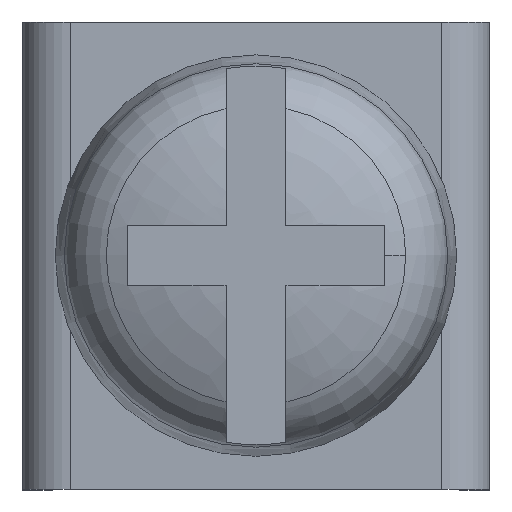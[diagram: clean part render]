
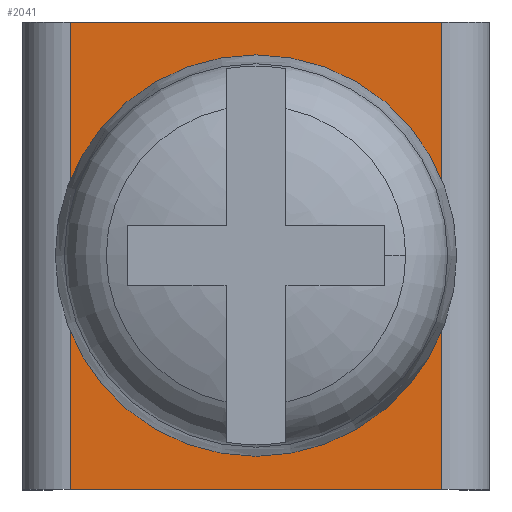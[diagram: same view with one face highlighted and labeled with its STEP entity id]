
A CAD part, top view. The second image highlights one B-rep face of the part: STEP entity #2041.
In plain terms, the highlighted planar face has unit normal (0, 0, 1).
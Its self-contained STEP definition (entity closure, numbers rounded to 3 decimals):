
#2041 = ADVANCED_FACE('',(#2042,#2077),#2055,.T.);
#2042 = FACE_BOUND('',#2043,.T.);
#2043 = EDGE_LOOP('',(#2044));
#2044 = ORIENTED_EDGE('',*,*,#2045,.F.);
#2045 = EDGE_CURVE('',#2046,#2046,#2048,.T.);
#2046 = VERTEX_POINT('',#2047);
#2047 = CARTESIAN_POINT('',(-1.65,0.,6.4));
#2048 = SURFACE_CURVE('',#2049,(#2054,#2066),.PCURVE_S1.);
#2049 = CIRCLE('',#2050,1.65);
#2050 = AXIS2_PLACEMENT_3D('',#2051,#2052,#2053);
#2051 = CARTESIAN_POINT('',(0.,0.,6.4));
#2052 = DIRECTION('',(0.,0.,1.));
#2053 = DIRECTION('',(-1.,0.,0.));
#2054 = PCURVE('',#2055,#2060);
#2055 = PLANE('',#2056);
#2056 = AXIS2_PLACEMENT_3D('',#2057,#2058,#2059);
#2057 = CARTESIAN_POINT('',(-3.1,3.9,6.4));
#2058 = DIRECTION('',(0.,0.,1.));
#2059 = DIRECTION('',(1.,0.,0.));
#2060 = DEFINITIONAL_REPRESENTATION('',(#2061),#2065);
#2061 = CIRCLE('',#2062,1.65);
#2062 = AXIS2_PLACEMENT_2D('',#2063,#2064);
#2063 = CARTESIAN_POINT('',(3.1,-3.9));
#2064 = DIRECTION('',(-1.,0.));
#2065 = ( GEOMETRIC_REPRESENTATION_CONTEXT(2) 
PARAMETRIC_REPRESENTATION_CONTEXT() REPRESENTATION_CONTEXT('2D SPACE',''
  ) );
#2066 = PCURVE('',#2067,#2072);
#2067 = TOROIDAL_SURFACE('',#2068,1.65,0.25);
#2068 = AXIS2_PLACEMENT_3D('',#2069,#2070,#2071);
#2069 = CARTESIAN_POINT('',(0.,0.,6.15));
#2070 = DIRECTION('',(0.,0.,1.));
#2071 = DIRECTION('',(-1.,0.,0.));
#2072 = DEFINITIONAL_REPRESENTATION('',(#2073),#2076);
#2073 = B_SPLINE_CURVE_WITH_KNOTS('',1,(#2074,#2075),.UNSPECIFIED.,.F.,
  .F.,(2,2),(0.,6.283),.PIECEWISE_BEZIER_KNOTS.);
#2074 = CARTESIAN_POINT('',(0.,1.571));
#2075 = CARTESIAN_POINT('',(6.283,1.571));
#2076 = ( GEOMETRIC_REPRESENTATION_CONTEXT(2) 
PARAMETRIC_REPRESENTATION_CONTEXT() REPRESENTATION_CONTEXT('2D SPACE',''
  ) );
#2077 = FACE_BOUND('',#2078,.T.);
#2078 = EDGE_LOOP('',(#2079,#2108,#2136,#2163));
#2079 = ORIENTED_EDGE('',*,*,#2080,.T.);
#2080 = EDGE_CURVE('',#2081,#2083,#2085,.T.);
#2081 = VERTEX_POINT('',#2082);
#2082 = CARTESIAN_POINT('',(-3.1,3.9,6.4));
#2083 = VERTEX_POINT('',#2084);
#2084 = CARTESIAN_POINT('',(-3.1,-3.9,6.4));
#2085 = SURFACE_CURVE('',#2086,(#2090,#2097),.PCURVE_S1.);
#2086 = LINE('',#2087,#2088);
#2087 = CARTESIAN_POINT('',(-3.1,3.9,6.4));
#2088 = VECTOR('',#2089,1.);
#2089 = DIRECTION('',(0.,-1.,0.));
#2090 = PCURVE('',#2055,#2091);
#2091 = DEFINITIONAL_REPRESENTATION('',(#2092),#2096);
#2092 = LINE('',#2093,#2094);
#2093 = CARTESIAN_POINT('',(0.,0.));
#2094 = VECTOR('',#2095,1.);
#2095 = DIRECTION('',(0.,-1.));
#2096 = ( GEOMETRIC_REPRESENTATION_CONTEXT(2) 
PARAMETRIC_REPRESENTATION_CONTEXT() REPRESENTATION_CONTEXT('2D SPACE',''
  ) );
#2097 = PCURVE('',#2098,#2103);
#2098 = CYLINDRICAL_SURFACE('',#2099,0.8);
#2099 = AXIS2_PLACEMENT_3D('',#2100,#2101,#2102);
#2100 = CARTESIAN_POINT('',(-3.1,3.9,5.6));
#2101 = DIRECTION('',(0.,1.,0.));
#2102 = DIRECTION('',(1.,0.,0.));
#2103 = DEFINITIONAL_REPRESENTATION('',(#2104),#2107);
#2104 = B_SPLINE_CURVE_WITH_KNOTS('',1,(#2105,#2106),.UNSPECIFIED.,.F.,
  .F.,(2,2),(0.,7.8),.PIECEWISE_BEZIER_KNOTS.);
#2105 = CARTESIAN_POINT('',(-1.571,0.));
#2106 = CARTESIAN_POINT('',(-1.571,-7.8));
#2107 = ( GEOMETRIC_REPRESENTATION_CONTEXT(2) 
PARAMETRIC_REPRESENTATION_CONTEXT() REPRESENTATION_CONTEXT('2D SPACE',''
  ) );
#2108 = ORIENTED_EDGE('',*,*,#2109,.T.);
#2109 = EDGE_CURVE('',#2083,#2110,#2112,.T.);
#2110 = VERTEX_POINT('',#2111);
#2111 = CARTESIAN_POINT('',(3.1,-3.9,6.4));
#2112 = SURFACE_CURVE('',#2113,(#2117,#2124),.PCURVE_S1.);
#2113 = LINE('',#2114,#2115);
#2114 = CARTESIAN_POINT('',(-3.1,-3.9,6.4));
#2115 = VECTOR('',#2116,1.);
#2116 = DIRECTION('',(1.,0.,0.));
#2117 = PCURVE('',#2055,#2118);
#2118 = DEFINITIONAL_REPRESENTATION('',(#2119),#2123);
#2119 = LINE('',#2120,#2121);
#2120 = CARTESIAN_POINT('',(0.,-7.8));
#2121 = VECTOR('',#2122,1.);
#2122 = DIRECTION('',(1.,0.));
#2123 = ( GEOMETRIC_REPRESENTATION_CONTEXT(2) 
PARAMETRIC_REPRESENTATION_CONTEXT() REPRESENTATION_CONTEXT('2D SPACE',''
  ) );
#2124 = PCURVE('',#2125,#2130);
#2125 = PLANE('',#2126);
#2126 = AXIS2_PLACEMENT_3D('',#2127,#2128,#2129);
#2127 = CARTESIAN_POINT('',(0.,-3.9,1.812));
#2128 = DIRECTION('',(0.,1.,0.));
#2129 = DIRECTION('',(0.,0.,1.));
#2130 = DEFINITIONAL_REPRESENTATION('',(#2131),#2135);
#2131 = LINE('',#2132,#2133);
#2132 = CARTESIAN_POINT('',(4.588,-3.1));
#2133 = VECTOR('',#2134,1.);
#2134 = DIRECTION('',(0.,1.));
#2135 = ( GEOMETRIC_REPRESENTATION_CONTEXT(2) 
PARAMETRIC_REPRESENTATION_CONTEXT() REPRESENTATION_CONTEXT('2D SPACE',''
  ) );
#2136 = ORIENTED_EDGE('',*,*,#2137,.F.);
#2137 = EDGE_CURVE('',#2138,#2110,#2140,.T.);
#2138 = VERTEX_POINT('',#2139);
#2139 = CARTESIAN_POINT('',(3.1,3.9,6.4));
#2140 = SURFACE_CURVE('',#2141,(#2145,#2152),.PCURVE_S1.);
#2141 = LINE('',#2142,#2143);
#2142 = CARTESIAN_POINT('',(3.1,3.9,6.4));
#2143 = VECTOR('',#2144,1.);
#2144 = DIRECTION('',(0.,-1.,0.));
#2145 = PCURVE('',#2055,#2146);
#2146 = DEFINITIONAL_REPRESENTATION('',(#2147),#2151);
#2147 = LINE('',#2148,#2149);
#2148 = CARTESIAN_POINT('',(6.2,0.));
#2149 = VECTOR('',#2150,1.);
#2150 = DIRECTION('',(0.,-1.));
#2151 = ( GEOMETRIC_REPRESENTATION_CONTEXT(2) 
PARAMETRIC_REPRESENTATION_CONTEXT() REPRESENTATION_CONTEXT('2D SPACE',''
  ) );
#2152 = PCURVE('',#2153,#2158);
#2153 = CYLINDRICAL_SURFACE('',#2154,0.8);
#2154 = AXIS2_PLACEMENT_3D('',#2155,#2156,#2157);
#2155 = CARTESIAN_POINT('',(3.1,3.9,5.6));
#2156 = DIRECTION('',(0.,1.,0.));
#2157 = DIRECTION('',(1.,0.,0.));
#2158 = DEFINITIONAL_REPRESENTATION('',(#2159),#2162);
#2159 = B_SPLINE_CURVE_WITH_KNOTS('',1,(#2160,#2161),.UNSPECIFIED.,.F.,
  .F.,(2,2),(0.,7.8),.PIECEWISE_BEZIER_KNOTS.);
#2160 = CARTESIAN_POINT('',(-1.571,0.));
#2161 = CARTESIAN_POINT('',(-1.571,-7.8));
#2162 = ( GEOMETRIC_REPRESENTATION_CONTEXT(2) 
PARAMETRIC_REPRESENTATION_CONTEXT() REPRESENTATION_CONTEXT('2D SPACE',''
  ) );
#2163 = ORIENTED_EDGE('',*,*,#2164,.F.);
#2164 = EDGE_CURVE('',#2081,#2138,#2165,.T.);
#2165 = SURFACE_CURVE('',#2166,(#2170,#2177),.PCURVE_S1.);
#2166 = LINE('',#2167,#2168);
#2167 = CARTESIAN_POINT('',(-3.1,3.9,6.4));
#2168 = VECTOR('',#2169,1.);
#2169 = DIRECTION('',(1.,0.,0.));
#2170 = PCURVE('',#2055,#2171);
#2171 = DEFINITIONAL_REPRESENTATION('',(#2172),#2176);
#2172 = LINE('',#2173,#2174);
#2173 = CARTESIAN_POINT('',(0.,0.));
#2174 = VECTOR('',#2175,1.);
#2175 = DIRECTION('',(1.,0.));
#2176 = ( GEOMETRIC_REPRESENTATION_CONTEXT(2) 
PARAMETRIC_REPRESENTATION_CONTEXT() REPRESENTATION_CONTEXT('2D SPACE',''
  ) );
#2177 = PCURVE('',#2178,#2183);
#2178 = PLANE('',#2179);
#2179 = AXIS2_PLACEMENT_3D('',#2180,#2181,#2182);
#2180 = CARTESIAN_POINT('',(0.,3.9,1.812));
#2181 = DIRECTION('',(0.,1.,0.));
#2182 = DIRECTION('',(0.,0.,1.));
#2183 = DEFINITIONAL_REPRESENTATION('',(#2184),#2188);
#2184 = LINE('',#2185,#2186);
#2185 = CARTESIAN_POINT('',(4.588,-3.1));
#2186 = VECTOR('',#2187,1.);
#2187 = DIRECTION('',(0.,1.));
#2188 = ( GEOMETRIC_REPRESENTATION_CONTEXT(2) 
PARAMETRIC_REPRESENTATION_CONTEXT() REPRESENTATION_CONTEXT('2D SPACE',''
  ) );
